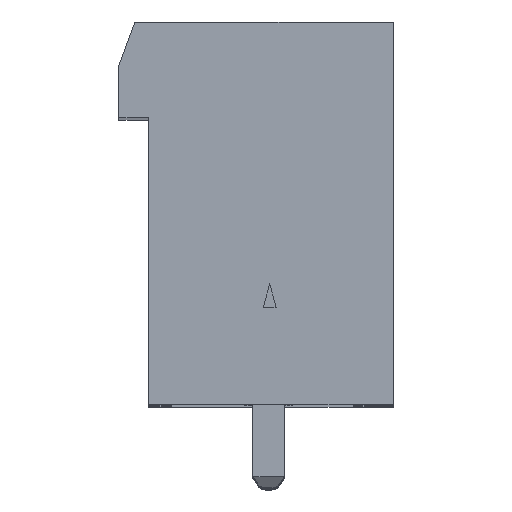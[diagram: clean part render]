
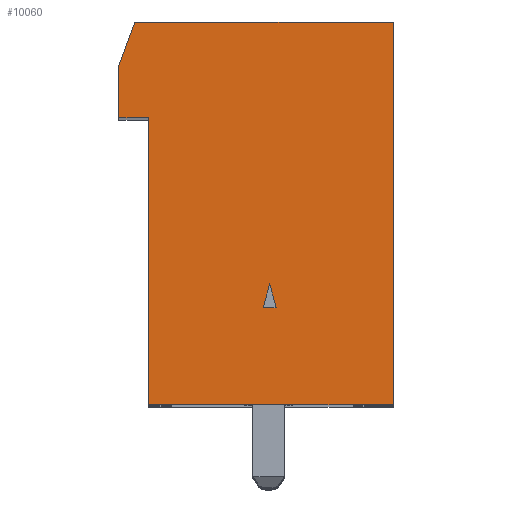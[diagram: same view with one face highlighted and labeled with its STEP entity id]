
A CAD part, top view. The second image highlights one B-rep face of the part: STEP entity #10060.
In plain terms, the highlighted planar face has unit normal (0, 0, 1).
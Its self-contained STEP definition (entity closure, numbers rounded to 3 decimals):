
#5360=CARTESIAN_POINT('',(0.,30.81,3.94));
#5370=DIRECTION('',(0.966,0.259,0.));
#5380=VECTOR('',#5370,1.);
#5390=LINE('',#5360,#5380);
#5400=CARTESIAN_POINT('',(39.677,41.442,
3.94));
#5410=VERTEX_POINT('',#5400);
#5420=CARTESIAN_POINT('',(40.427,41.643,
3.94));
#5430=VERTEX_POINT('',#5420);
#5440=EDGE_CURVE('',#5410,#5430,#5390,.T.);
#7680=CARTESIAN_POINT('',(0.,52.475,3.94));
#7690=DIRECTION('',(0.966,-0.259,0.));
#7700=VECTOR('',#7690,1.);
#7710=LINE('',#7680,#7700);
#7720=CARTESIAN_POINT('',(39.677,41.844,
3.94));
#7730=VERTEX_POINT('',#7720);
#7740=EDGE_CURVE('',#7730,#5430,#7710,.T.);
#9330=CARTESIAN_POINT('',(35.406,47.709,
3.94));
#9340=DIRECTION('',(0.,0.,-1.));
#9350=DIRECTION('',(0.,-1.,0.));
#9360=AXIS2_PLACEMENT_3D('',#9330,#9340,#9350);
#9370=PLANE('',#9360);
#9380=CARTESIAN_POINT('',(0.,37.773,3.94));
#9390=DIRECTION('',(-1.,0.,0.));
#9400=VECTOR('',#9390,1.);
#9410=LINE('',#9380,#9400);
#9420=CARTESIAN_POINT('',(48.627,37.773,
3.94));
#9430=VERTEX_POINT('',#9420);
#9440=CARTESIAN_POINT('',(36.627,37.773,
3.94));
#9450=VERTEX_POINT('',#9440);
#9460=EDGE_CURVE('',#9430,#9450,#9410,.T.);
#9470=ORIENTED_EDGE('',*,*,#9460,.F.);
#9480=CARTESIAN_POINT('',(36.627,0.,3.94));
#9490=DIRECTION('',(0.,1.,0.));
#9500=VECTOR('',#9490,1.);
#9510=LINE('',#9480,#9500);
#9520=CARTESIAN_POINT('',(36.627,45.443,
3.94));
#9530=VERTEX_POINT('',#9520);
#9540=EDGE_CURVE('',#9450,#9530,#9510,.T.);
#9550=ORIENTED_EDGE('',*,*,#9540,.F.);
#9560=CARTESIAN_POINT('',(0.,45.443,3.94));
#9570=DIRECTION('',(1.,0.,0.));
#9580=VECTOR('',#9570,1.);
#9590=LINE('',#9560,#9580);
#9600=CARTESIAN_POINT('',(45.627,45.443,
3.94));
#9610=VERTEX_POINT('',#9600);
#9620=EDGE_CURVE('',#9530,#9610,#9590,.T.);
#9630=ORIENTED_EDGE('',*,*,#9620,.F.);
#9640=CARTESIAN_POINT('',(45.627,0.,3.94));
#9650=DIRECTION('',(0.,-1.,0.));
#9660=VECTOR('',#9650,1.);
#9670=LINE('',#9640,#9660);
#9680=CARTESIAN_POINT('',(45.627,46.373,
3.94));
#9690=VERTEX_POINT('',#9680);
#9700=EDGE_CURVE('',#9690,#9610,#9670,.T.);
#9710=ORIENTED_EDGE('',*,*,#9700,.T.);
#9720=CARTESIAN_POINT('',(0.,46.373,3.94));
#9730=DIRECTION('',(1.,0.,0.));
#9740=VECTOR('',#9730,1.);
#9750=LINE('',#9720,#9740);
#9760=CARTESIAN_POINT('',(47.253,46.373,
3.94));
#9770=VERTEX_POINT('',#9760);
#9780=EDGE_CURVE('',#9690,#9770,#9750,.T.);
#9790=ORIENTED_EDGE('',*,*,#9780,.F.);
#9800=CARTESIAN_POINT('',(0.,63.571,3.94));
#9810=DIRECTION('',(-0.94,0.342,0.));
#9820=VECTOR('',#9810,1.);
#9830=LINE('',#9800,#9820);
#9840=CARTESIAN_POINT('',(48.627,45.873,
3.94));
#9850=VERTEX_POINT('',#9840);
#9860=EDGE_CURVE('',#9850,#9770,#9830,.T.);
#9870=ORIENTED_EDGE('',*,*,#9860,.T.);
#9880=CARTESIAN_POINT('',(48.627,0.,3.94));
#9890=DIRECTION('',(0.,-1.,0.));
#9900=VECTOR('',#9890,1.);
#9910=LINE('',#9880,#9900);
#9920=EDGE_CURVE('',#9850,#9430,#9910,.T.);
#9930=ORIENTED_EDGE('',*,*,#9920,.F.);
#9940=EDGE_LOOP('',(#9930,#9870,#9790,#9710,#9630,#9550,#9470));
#9950=FACE_OUTER_BOUND('',#9940,.T.);
#9960=ORIENTED_EDGE('',*,*,#7740,.T.);
#9970=CARTESIAN_POINT('',(39.677,0.,3.94));
#9980=DIRECTION('',(0.,-1.,0.));
#9990=VECTOR('',#9980,1.);
#10000=LINE('',#9970,#9990);
#10010=EDGE_CURVE('',#7730,#5410,#10000,.T.);
#10020=ORIENTED_EDGE('',*,*,#10010,.F.);
#10030=ORIENTED_EDGE('',*,*,#5440,.F.);
#10040=EDGE_LOOP('',(#10030,#10020,#9960));
#10050=FACE_BOUND('',#10040,.T.);
#10060=ADVANCED_FACE('',(#9950,#10050),#9370,.F.);
